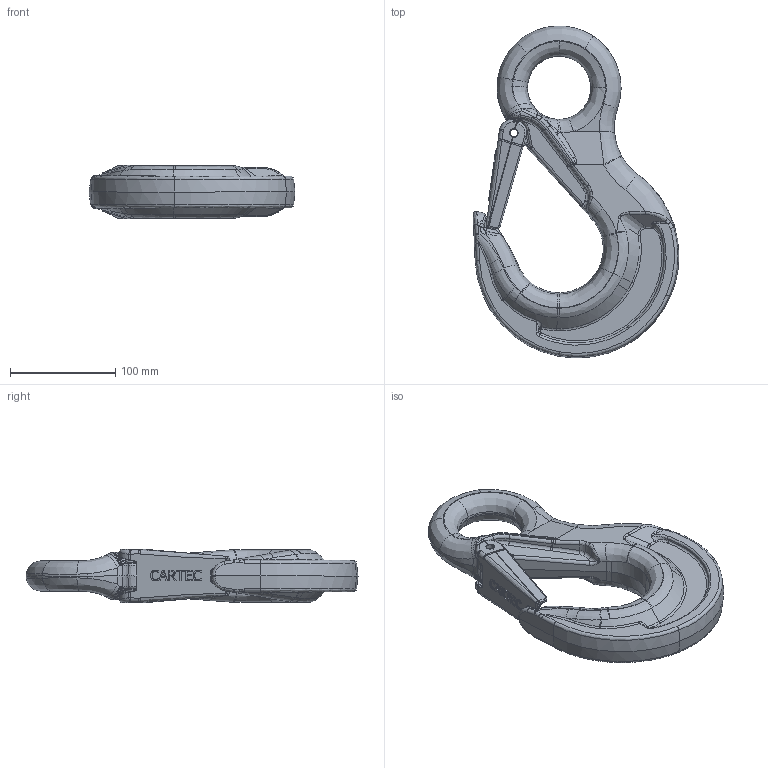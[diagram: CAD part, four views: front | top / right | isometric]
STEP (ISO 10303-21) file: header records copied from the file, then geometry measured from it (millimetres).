
FILE_DESCRIPTION(('STEP AP214'),'1');
FILE_NAME('ca_22.stp','2018-01-22T15:06:42',('TraceParts'),('TraceParts S.A.'),'Spatial InterOp 3D',' ',' ');
FILE_SCHEMA(('automotive_design'));
Length unit declared in the file: millimetre
Products named in the file (3): ca_22_1; ca_22_2; ca_22_3
Bounding box: 195.87 x 315.79 x 51.17 mm (x, y, z)
Volume: 955079.4 mm3; surface area: 115422.1 mm2
Topology: 3 solids, 3 shells, 1074 faces, 2942 edges, 1798 vertices
Faces by surface type: bspline 621, cylinder 211, plane 164, cone 62, torus 8, sphere 8
Entity records: 54040 total; most frequent: CARTESIAN_POINT 22248, ORIENTED_EDGE 5724, DIRECTION 3527, EDGE_CURVE 2862, VERTEX_POINT 1798, AXIS2_PLACEMENT_3D 1384, B_SPLINE_CURVE_WITH_KNOTS 1175, EDGE_LOOP 1088
